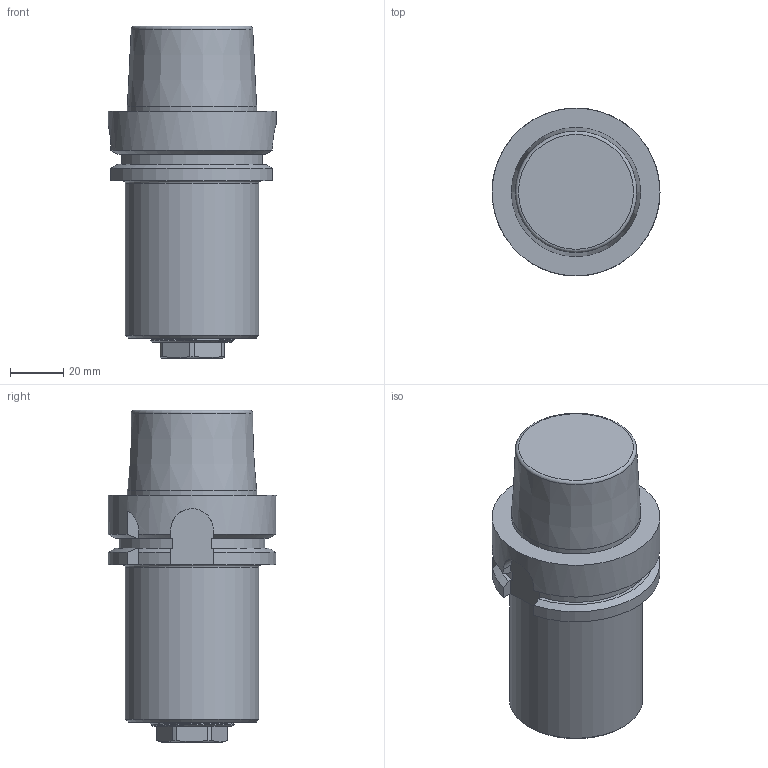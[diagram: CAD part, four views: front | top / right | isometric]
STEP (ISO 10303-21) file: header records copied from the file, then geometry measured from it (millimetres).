
FILE_DESCRIPTION(/* description */ ('Unknown'),/* implementation_level */ '2;1');
FILE_NAME(/* name */ '338120063',/* time_stamp */ '2020-08-10T17:03:38+02:00',/* author */ ('WTO KS'),/* organization */ ('WTO'),/* preprocessor_version */ 'ST-DEVELOPER v16.7',/* originating_system */ 'DEX',/* authorisation */ $);
FILE_SCHEMA (('AUTOMOTIVE_DESIGN {1 0 10303 214 3 1 1}'));
Length unit declared in the file: millimetre
Products named in the file (1): 090359_338120063_vereinfacht_STP_00416475
Bounding box: 63 x 63 x 124.5 mm (x, y, z)
Volume: 238943.3 mm3; surface area: 29377.5 mm2
Topology: 1 solids, 1 shells, 70 faces, 181 edges, 119 vertices
Faces by surface type: plane 32, cylinder 21, cone 12, bspline 3, torus 2
Full cylindrical faces by diameter (mm): 13.3 x1, 14 x1, 16 x1, 48.43 x1, 50 x1, 63 x1
Entity records: 2500 total; most frequent: CARTESIAN_POINT 871, ORIENTED_EDGE 324, DIRECTION 321, EDGE_CURVE 162, AXIS2_PLACEMENT_3D 122, VERTEX_POINT 114, EDGE_LOOP 90, FACE_BOUND 90
